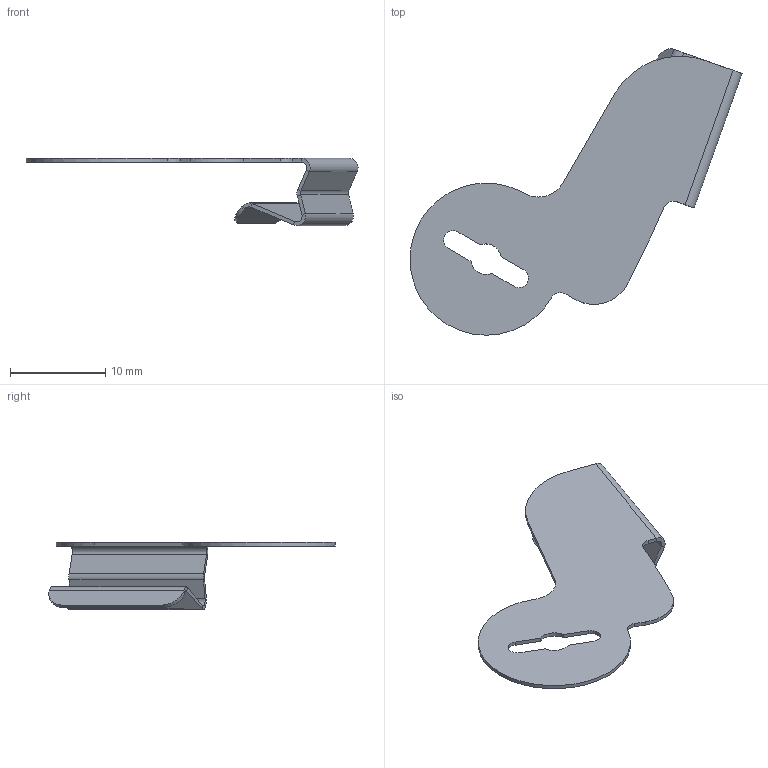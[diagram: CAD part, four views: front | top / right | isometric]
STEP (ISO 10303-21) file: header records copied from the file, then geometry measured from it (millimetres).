
FILE_DESCRIPTION(/* description */ (''),/* implementation_level */ '2;1');
FILE_NAME(/* name */ 'bed clip 5.stp',/* time_stamp */ '2018-03-20T17:54:04+09:00',/* author */ ('Juny'),/* organization */ (''),/* preprocessor_version */ 'ST-DEVELOPER v16.1',/* originating_system */ 'Autodesk Inventor 2016',/* authorisation */ '');
FILE_SCHEMA (('AUTOMOTIVE_DESIGN { 1 0 10303 214 3 1 1 }'));
Length unit declared in the file: millimetre
Products named in the file (1): bed clip 5
Bounding box: 34.91 x 30.13 x 7.07 mm (x, y, z)
Volume: 281.3 mm3; surface area: 1469.4 mm2
Topology: 1 solids, 1 shells, 56 faces, 135 edges, 86 vertices
Faces by surface type: plane 35, cylinder 21
Entity records: 1641 total; most frequent: DIRECTION 292, CARTESIAN_POINT 278, ORIENTED_EDGE 260, EDGE_CURVE 130, AXIS2_PLACEMENT_3D 100, LINE 92, VECTOR 92, VERTEX_POINT 76
